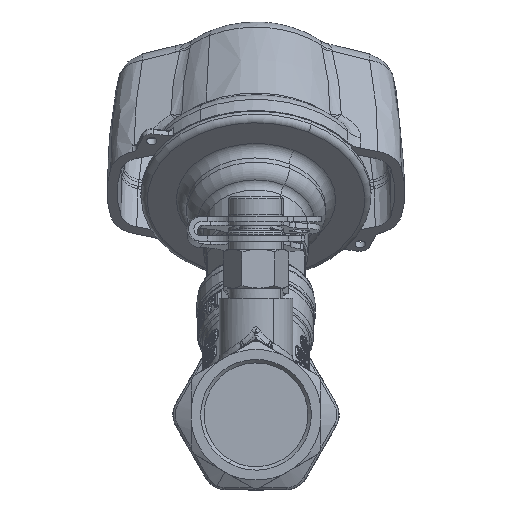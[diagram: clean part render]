
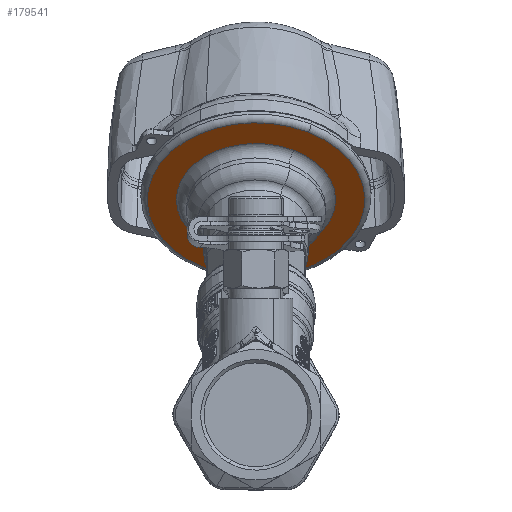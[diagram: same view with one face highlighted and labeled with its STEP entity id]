
A CAD part, front view. The second image highlights one B-rep face of the part: STEP entity #179541.
In plain terms, the highlighted planar face has unit normal (0, -0.707, -0.707).
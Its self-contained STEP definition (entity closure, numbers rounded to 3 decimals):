
#179474=CARTESIAN_POINT('Axis2P3D Location',(0.,296.757,52.597)) ;
#179478=CARTESIAN_POINT('Vertex',(9.349,284.656,64.698)) ;
#179480=CARTESIAN_POINT('Vertex',(-9.349,308.858,40.497)) ;
#179501=CARTESIAN_POINT('Axis2P3D Location',(0.,296.757,52.597)) ;
#179514=CARTESIAN_POINT('Axis2P3D Location',(0.,286.504,62.85)) ;
#179519=CARTESIAN_POINT('Axis2P3D Location',(0.,296.757,52.597)) ;
#179523=CARTESIAN_POINT('Vertex',(12.777,280.22,69.135)) ;
#179525=CARTESIAN_POINT('Vertex',(-12.777,313.295,36.06)) ;
#179528=CARTESIAN_POINT('Axis2P3D Location',(0.,296.757,52.597)) ;
#179475=DIRECTION('Axis2P3D Direction',(0.,0.707,0.707)) ;
#179502=DIRECTION('Axis2P3D Direction',(0.,0.707,0.707)) ;
#179515=DIRECTION('Axis2P3D Direction',(0.,0.707,0.707)) ;
#179516=DIRECTION('Axis2P3D XDirection',(1.,0.,0.)) ;
#179520=DIRECTION('Axis2P3D Direction',(0.,0.707,0.707)) ;
#179529=DIRECTION('Axis2P3D Direction',(0.,0.707,0.707)) ;
#179476=AXIS2_PLACEMENT_3D('Circle Axis2P3D',#179474,#179475,$) ;
#179503=AXIS2_PLACEMENT_3D('Circle Axis2P3D',#179501,#179502,$) ;
#179517=AXIS2_PLACEMENT_3D('Plane Axis2P3D',#179514,#179515,#179516) ;
#179521=AXIS2_PLACEMENT_3D('Circle Axis2P3D',#179519,#179520,$) ;
#179530=AXIS2_PLACEMENT_3D('Circle Axis2P3D',#179528,#179529,$) ;
#179477=CIRCLE('generated circle',#179476,19.5) ;
#179504=CIRCLE('generated circle',#179503,19.5) ;
#179522=CIRCLE('generated circle',#179521,26.65) ;
#179531=CIRCLE('generated circle',#179530,26.65) ;
#179518=PLANE('',#179517) ;
#179540=FACE_BOUND('',#179537,.T.) ;
#179482=EDGE_CURVE('',#179479,#179481,#179477,.T.) ;
#179505=EDGE_CURVE('',#179481,#179479,#179504,.T.) ;
#179527=EDGE_CURVE('',#179524,#179526,#179522,.T.) ;
#179532=EDGE_CURVE('',#179526,#179524,#179531,.T.) ;
#179534=ORIENTED_EDGE('',*,*,#179527,.F.) ;
#179535=ORIENTED_EDGE('',*,*,#179532,.F.) ;
#179538=ORIENTED_EDGE('',*,*,#179505,.T.) ;
#179539=ORIENTED_EDGE('',*,*,#179482,.T.) ;
#179533=EDGE_LOOP('',(#179534,#179535)) ;
#179537=EDGE_LOOP('',(#179538,#179539)) ;
#179479=VERTEX_POINT('',#179478) ;
#179481=VERTEX_POINT('',#179480) ;
#179524=VERTEX_POINT('',#179523) ;
#179526=VERTEX_POINT('',#179525) ;
#179541=ADVANCED_FACE('61008.1\\PartBody',(#179536,#179540),#179518,.F.) ;
#179536=FACE_OUTER_BOUND('',#179533,.T.) ;
